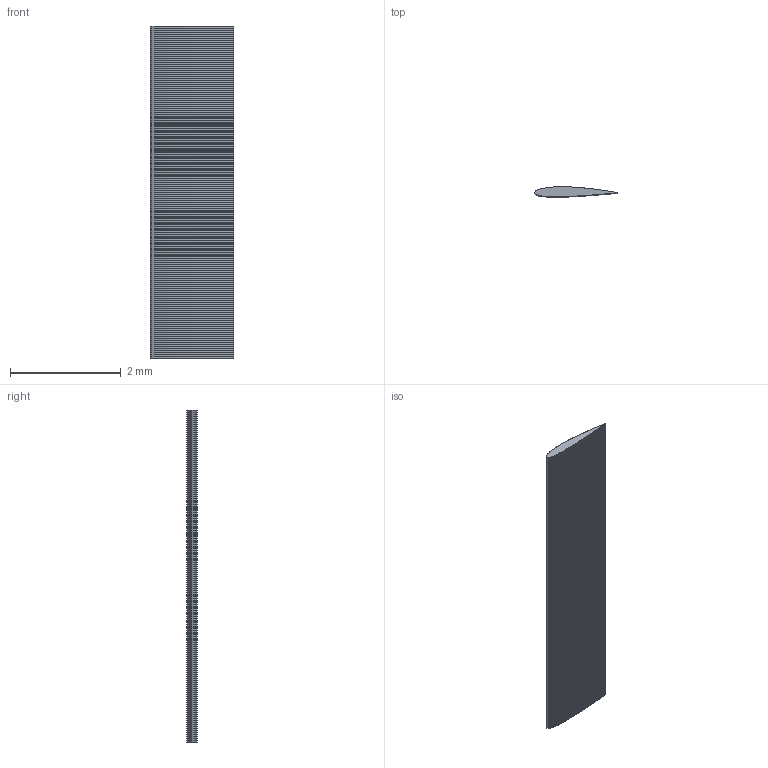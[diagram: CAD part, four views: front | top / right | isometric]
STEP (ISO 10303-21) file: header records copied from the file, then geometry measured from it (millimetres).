
FILE_DESCRIPTION(('Open CASCADE Model'),'2;1');
FILE_NAME('Open CASCADE Shape Model','2024-04-26T10:33:47',('Author'),( 'Open CASCADE'),'Open CASCADE STEP processor 7.7','Open CASCADE 7.7' ,'Unknown');
FILE_SCHEMA(('AUTOMOTIVE_DESIGN { 1 0 10303 214 1 1 1 1 }'));
Length unit declared in the file: millimetre
Products named in the file (1): Open CASCADE STEP translator 7.7 1
Bounding box: 1.5 x 0.18 x 6 mm (x, y, z)
Volume: 1.1 mm3; surface area: 18.7 mm2
Topology: 1 solids, 1 shells, 201 faces, 597 edges, 398 vertices
Faces by surface type: plane 201
Entity records: 13765 total; most frequent: CARTESIAN_POINT 2988, DIRECTION 1598, ORIENTED_EDGE 1194, LINE 1194, VECTOR 1194, PCURVE 1194, DEFINITIONAL_REPRESENTATION 1194, EDGE_CURVE 597
